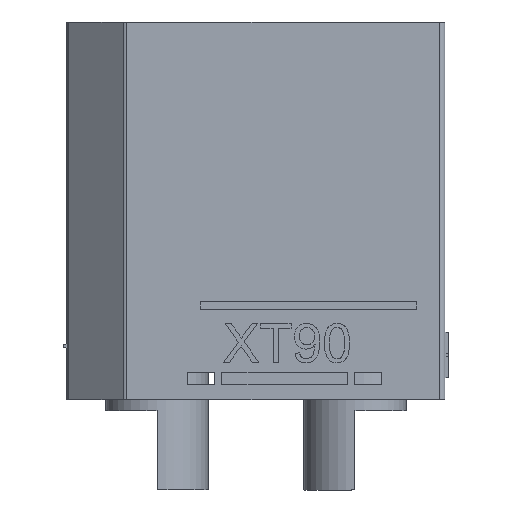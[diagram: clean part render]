
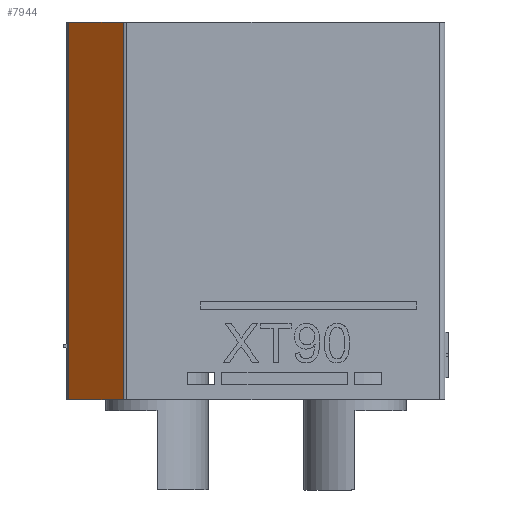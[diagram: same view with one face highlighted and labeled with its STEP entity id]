
A CAD part, front view. The second image highlights one B-rep face of the part: STEP entity #7944.
In plain terms, the highlighted planar face has unit normal (-0.652, -0.758, 0).
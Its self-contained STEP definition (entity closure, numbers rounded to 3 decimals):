
#3783 = PLANE('',#3784);
#3784 = AXIS2_PLACEMENT_3D('',#3785,#3786,#3787);
#3785 = CARTESIAN_POINT('',(20.5,5.,21.));
#3786 = DIRECTION('',(0.,0.,1.));
#3787 = DIRECTION('',(0.,-1.,0.));
#4428 = VERTEX_POINT('',#4429);
#4429 = CARTESIAN_POINT('',(13.116,0.072,21.));
#4448 = CYLINDRICAL_SURFACE('',#4449,0.3);
#4449 = AXIS2_PLACEMENT_3D('',#4450,#4451,#4452);
#4450 = CARTESIAN_POINT('',(13.311,0.3,0.));
#4451 = DIRECTION('',(0.,0.,1.));
#4452 = DIRECTION('',(-0.348,-0.938,
    0.));
#4723 = VERTEX_POINT('',#4724);
#4724 = CARTESIAN_POINT('',(10.104,2.66,21.));
#4743 = CYLINDRICAL_SURFACE('',#4744,0.3);
#4744 = AXIS2_PLACEMENT_3D('',#4745,#4746,#4747);
#4745 = CARTESIAN_POINT('',(10.3,2.888,
    0.));
#4746 = DIRECTION('',(0.,0.,1.));
#4747 = DIRECTION('',(-0.909,-0.417,
    0.));
#4755 = EDGE_CURVE('',#4723,#4428,#4756,.T.);
#4756 = SURFACE_CURVE('',#4757,(#4761,#4768),.PCURVE_S1.);
#4757 = LINE('',#4758,#4759);
#4758 = CARTESIAN_POINT('',(10.,2.75,21.));
#4759 = VECTOR('',#4760,1.);
#4760 = DIRECTION('',(0.758,-0.652,0.)
  );
#4761 = PCURVE('',#3783,#4762);
#4762 = DEFINITIONAL_REPRESENTATION('',(#4763),#4767);
#4763 = LINE('',#4764,#4765);
#4764 = CARTESIAN_POINT('',(2.25,-10.5));
#4765 = VECTOR('',#4766,1.);
#4766 = DIRECTION('',(0.652,0.758));
#4767 = ( GEOMETRIC_REPRESENTATION_CONTEXT(2) 
PARAMETRIC_REPRESENTATION_CONTEXT() REPRESENTATION_CONTEXT('2D SPACE',''
  ) );
#4768 = PCURVE('',#4769,#4774);
#4769 = PLANE('',#4770);
#4770 = AXIS2_PLACEMENT_3D('',#4771,#4772,#4773);
#4771 = CARTESIAN_POINT('',(10.,2.75,0.));
#4772 = DIRECTION('',(-0.652,-0.758,
    0.));
#4773 = DIRECTION('',(0.758,-0.652,0.)
  );
#4774 = DEFINITIONAL_REPRESENTATION('',(#4775),#4779);
#4775 = LINE('',#4776,#4777);
#4776 = CARTESIAN_POINT('',(0.,21.));
#4777 = VECTOR('',#4778,1.);
#4778 = DIRECTION('',(1.,0.));
#4779 = ( GEOMETRIC_REPRESENTATION_CONTEXT(2) 
PARAMETRIC_REPRESENTATION_CONTEXT() REPRESENTATION_CONTEXT('2D SPACE',''
  ) );
#4793 = EDGE_CURVE('',#4428,#4794,#4796,.T.);
#4794 = VERTEX_POINT('',#4795);
#4795 = CARTESIAN_POINT('',(13.116,0.072,
    0.));
#4796 = SURFACE_CURVE('',#4797,(#4801,#4808),.PCURVE_S1.);
#4797 = LINE('',#4798,#4799);
#4798 = CARTESIAN_POINT('',(13.116,0.072,
    0.));
#4799 = VECTOR('',#4800,1.);
#4800 = DIRECTION('',(0.,0.,-1.));
#4801 = PCURVE('',#4448,#4802);
#4802 = DEFINITIONAL_REPRESENTATION('',(#4803),#4807);
#4803 = LINE('',#4804,#4805);
#4804 = CARTESIAN_POINT('',(5.928,0.));
#4805 = VECTOR('',#4806,1.);
#4806 = DIRECTION('',(0.,-1.));
#4807 = ( GEOMETRIC_REPRESENTATION_CONTEXT(2) 
PARAMETRIC_REPRESENTATION_CONTEXT() REPRESENTATION_CONTEXT('2D SPACE',''
  ) );
#4808 = PCURVE('',#4769,#4809);
#4809 = DEFINITIONAL_REPRESENTATION('',(#4810),#4814);
#4810 = LINE('',#4811,#4812);
#4811 = CARTESIAN_POINT('',(4.108,0.));
#4812 = VECTOR('',#4813,1.);
#4813 = DIRECTION('',(0.,-1.));
#4814 = ( GEOMETRIC_REPRESENTATION_CONTEXT(2) 
PARAMETRIC_REPRESENTATION_CONTEXT() REPRESENTATION_CONTEXT('2D SPACE',''
  ) );
#4833 = PLANE('',#4834);
#4834 = AXIS2_PLACEMENT_3D('',#4835,#4836,#4837);
#4835 = CARTESIAN_POINT('',(20.5,5.,0.));
#4836 = DIRECTION('',(0.,0.,1.));
#4837 = DIRECTION('',(1.,0.,0.));
#7377 = EDGE_CURVE('',#7378,#4794,#7380,.T.);
#7378 = VERTEX_POINT('',#7379);
#7379 = CARTESIAN_POINT('',(10.104,2.66,
    0.));
#7380 = SURFACE_CURVE('',#7381,(#7385,#7392),.PCURVE_S1.);
#7381 = LINE('',#7382,#7383);
#7382 = CARTESIAN_POINT('',(10.,2.75,0.));
#7383 = VECTOR('',#7384,1.);
#7384 = DIRECTION('',(0.758,-0.652,0.)
  );
#7385 = PCURVE('',#4833,#7386);
#7386 = DEFINITIONAL_REPRESENTATION('',(#7387),#7391);
#7387 = LINE('',#7388,#7389);
#7388 = CARTESIAN_POINT('',(-10.5,-2.25));
#7389 = VECTOR('',#7390,1.);
#7390 = DIRECTION('',(0.758,-0.652));
#7391 = ( GEOMETRIC_REPRESENTATION_CONTEXT(2) 
PARAMETRIC_REPRESENTATION_CONTEXT() REPRESENTATION_CONTEXT('2D SPACE',''
  ) );
#7392 = PCURVE('',#4769,#7393);
#7393 = DEFINITIONAL_REPRESENTATION('',(#7394),#7398);
#7394 = LINE('',#7395,#7396);
#7395 = CARTESIAN_POINT('',(0.,0.));
#7396 = VECTOR('',#7397,1.);
#7397 = DIRECTION('',(1.,0.));
#7398 = ( GEOMETRIC_REPRESENTATION_CONTEXT(2) 
PARAMETRIC_REPRESENTATION_CONTEXT() REPRESENTATION_CONTEXT('2D SPACE',''
  ) );
#7924 = EDGE_CURVE('',#7378,#4723,#7925,.T.);
#7925 = SURFACE_CURVE('',#7926,(#7930,#7937),.PCURVE_S1.);
#7926 = LINE('',#7927,#7928);
#7927 = CARTESIAN_POINT('',(10.104,2.66,
    0.));
#7928 = VECTOR('',#7929,1.);
#7929 = DIRECTION('',(0.,0.,1.));
#7930 = PCURVE('',#4743,#7931);
#7931 = DEFINITIONAL_REPRESENTATION('',(#7932),#7936);
#7932 = LINE('',#7933,#7934);
#7933 = CARTESIAN_POINT('',(0.43,0.));
#7934 = VECTOR('',#7935,1.);
#7935 = DIRECTION('',(0.,1.));
#7936 = ( GEOMETRIC_REPRESENTATION_CONTEXT(2) 
PARAMETRIC_REPRESENTATION_CONTEXT() REPRESENTATION_CONTEXT('2D SPACE',''
  ) );
#7937 = PCURVE('',#4769,#7938);
#7938 = DEFINITIONAL_REPRESENTATION('',(#7939),#7943);
#7939 = LINE('',#7940,#7941);
#7940 = CARTESIAN_POINT('',(0.138,0.));
#7941 = VECTOR('',#7942,1.);
#7942 = DIRECTION('',(0.,1.));
#7943 = ( GEOMETRIC_REPRESENTATION_CONTEXT(2) 
PARAMETRIC_REPRESENTATION_CONTEXT() REPRESENTATION_CONTEXT('2D SPACE',''
  ) );
#7944 = ADVANCED_FACE('',(#7945),#4769,.T.);
#7945 = FACE_BOUND('',#7946,.T.);
#7946 = EDGE_LOOP('',(#7947,#7948,#7949,#7950));
#7947 = ORIENTED_EDGE('',*,*,#4793,.F.);
#7948 = ORIENTED_EDGE('',*,*,#4755,.F.);
#7949 = ORIENTED_EDGE('',*,*,#7924,.F.);
#7950 = ORIENTED_EDGE('',*,*,#7377,.T.);
